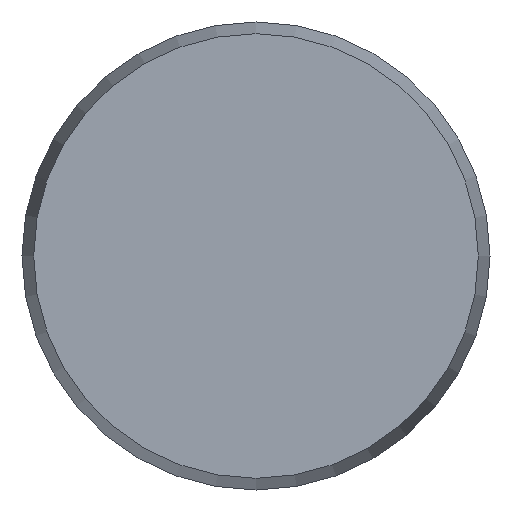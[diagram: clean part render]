
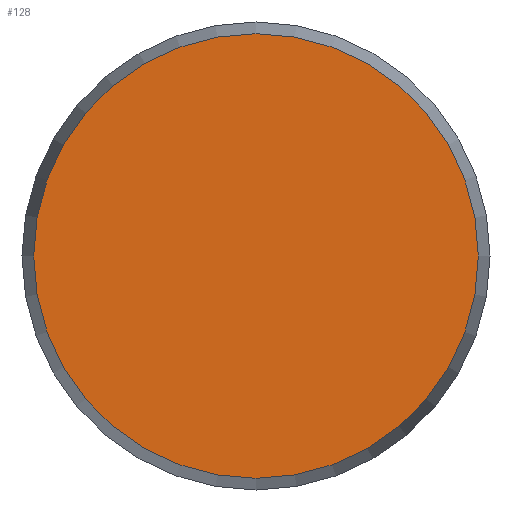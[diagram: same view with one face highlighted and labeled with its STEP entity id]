
A CAD part, front view. The second image highlights one B-rep face of the part: STEP entity #128.
In plain terms, the highlighted planar face has unit normal (0, -1, 0).
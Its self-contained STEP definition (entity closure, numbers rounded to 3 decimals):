
#128 = ADVANCED_FACE( '', ( #268 ), #269, .F. );
#268 = FACE_OUTER_BOUND( '', #409, .T. );
#269 = PLANE( '', #410 );
#409 = EDGE_LOOP( '', ( #686 ) );
#410 = AXIS2_PLACEMENT_3D( '', #687, #688, #689 );
#686 = ORIENTED_EDGE( '', *, *, #836, .T. );
#687 = CARTESIAN_POINT( '', ( 28.5, 0., 0. ) );
#688 = DIRECTION( '', ( 0., 1., 0. ) );
#689 = DIRECTION( '', ( 0., 0., 1. ) );
#836 = EDGE_CURVE( '', #996, #996, #997, .T. );
#996 = VERTEX_POINT( '', #1318 );
#997 = CIRCLE( '', #1319, 28.5 );
#1318 = CARTESIAN_POINT( '', ( 0., 0., -28.5 ) );
#1319 = AXIS2_PLACEMENT_3D( '', #1430, #1431, #1432 );
#1430 = CARTESIAN_POINT( '', ( 0., 0., 0. ) );
#1431 = DIRECTION( '', ( 0., -1., 0. ) );
#1432 = DIRECTION( '', ( 0., 0., -1. ) );
